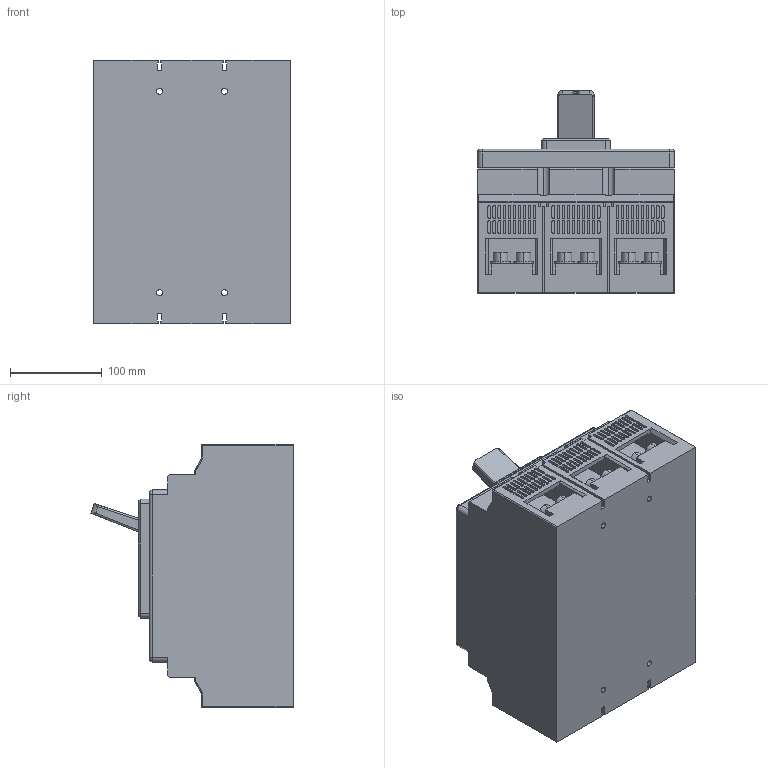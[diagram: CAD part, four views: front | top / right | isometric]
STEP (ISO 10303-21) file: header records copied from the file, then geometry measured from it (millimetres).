
FILE_DESCRIPTION (( 'STEP AP203' ), '1' );
FILE_NAME ('AV POWER-5-3 1000(1600)À 70kA ETU4.0 (mccb-53-1000(1600)M-4.0-av).STEP', '2022-08-30T10:31:47', ( '' ), ( '' ), 'SwSTEP 2.0', 'SolidWorks 2021', '' );
FILE_SCHEMA (( 'CONFIG_CONTROL_DESIGN' ));
Length unit declared in the file: millimetre
Products named in the file (1): AV POWER-5-3 1000(1600)ﾀ 70kA ETU4.0 (mccb-53-1000(1600)M-4.0-av)
Bounding box: 215 x 221 x 288 mm (x, y, z)
Volume: 8210048.8 mm3; surface area: 405521.1 mm2
Topology: 1 solids, 1 shells, 965 faces, 2769 edges, 1814 vertices
Faces by surface type: plane 592, cylinder 353, cone 12, torus 4, sphere 4
Entity records: 32084 total; most frequent: CARTESIAN_POINT 5677, ORIENTED_EDGE 5530, DIRECTION 5429, EDGE_CURVE 2765, VECTOR 1945, LINE 1945, VERTEX_POINT 1814, AXIS2_PLACEMENT_3D 1742
